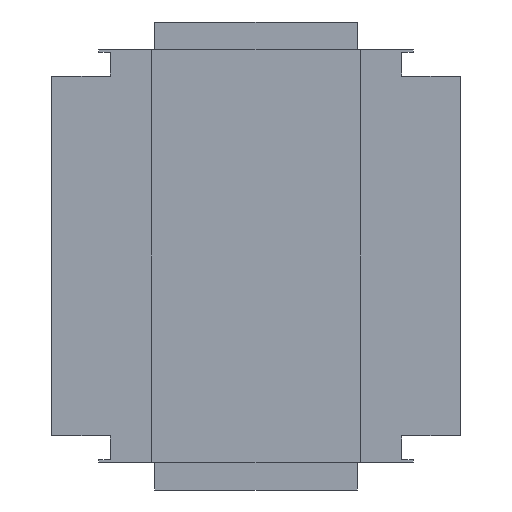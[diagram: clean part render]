
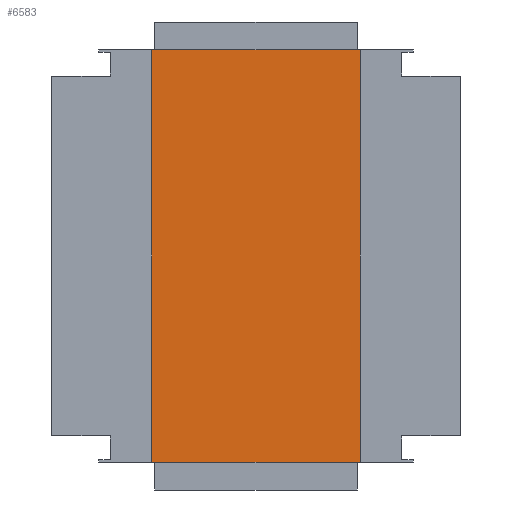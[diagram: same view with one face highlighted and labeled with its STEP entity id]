
A CAD part, front view. The second image highlights one B-rep face of the part: STEP entity #6583.
In plain terms, the highlighted planar face has unit normal (0, -1, 0).
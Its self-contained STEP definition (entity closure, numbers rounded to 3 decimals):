
#259=FACE_OUTER_BOUND('',#646,.T.);
#646=EDGE_LOOP('',(#4331,#4332,#4333,#4334));
#1063=LINE('',#9415,#1885);
#1076=LINE('',#9443,#1898);
#1090=LINE('',#9471,#1912);
#1091=LINE('',#9472,#1913);
#1885=VECTOR('',#7519,10.);
#1898=VECTOR('',#7538,10.);
#1912=VECTOR('',#7554,10.);
#1913=VECTOR('',#7555,10.);
#2707=VERTEX_POINT('',#9413);
#2708=VERTEX_POINT('',#9414);
#2720=VERTEX_POINT('',#9442);
#2733=VERTEX_POINT('',#9470);
#3331=EDGE_CURVE('',#2707,#2708,#1063,.T.);
#3344=EDGE_CURVE('',#2707,#2720,#1076,.T.);
#3358=EDGE_CURVE('',#2708,#2733,#1090,.T.);
#3359=EDGE_CURVE('',#2733,#2720,#1091,.T.);
#4331=ORIENTED_EDGE('',*,*,#3331,.T.);
#4332=ORIENTED_EDGE('',*,*,#3358,.T.);
#4333=ORIENTED_EDGE('',*,*,#3359,.T.);
#4334=ORIENTED_EDGE('',*,*,#3344,.F.);
#6251=PLANE('',#6983);
#6583=ADVANCED_FACE('',(#259),#6251,.T.);
#6983=AXIS2_PLACEMENT_3D('',#9469,#7552,#7553);
#7519=DIRECTION('',(0.,0.,-1.));
#7538=DIRECTION('',(1.,0.,0.));
#7552=DIRECTION('center_axis',(0.,-1.,0.));
#7553=DIRECTION('ref_axis',(0.,0.,-1.));
#7554=DIRECTION('',(1.,0.,0.));
#7555=DIRECTION('',(0.,0.,1.));
#9413=CARTESIAN_POINT('',(185.,0.,0.));
#9414=CARTESIAN_POINT('',(185.,0.,-1050.));
#9415=CARTESIAN_POINT('',(185.,0.,-262.5));
#9442=CARTESIAN_POINT('',(715.,0.,0.));
#9443=CARTESIAN_POINT('',(0.,0.,0.));
#9469=CARTESIAN_POINT('Origin',(0.,0.,0.));
#9470=CARTESIAN_POINT('',(715.,0.,-1050.));
#9471=CARTESIAN_POINT('',(0.,0.,-1050.));
#9472=CARTESIAN_POINT('',(715.,0.,-262.5));
